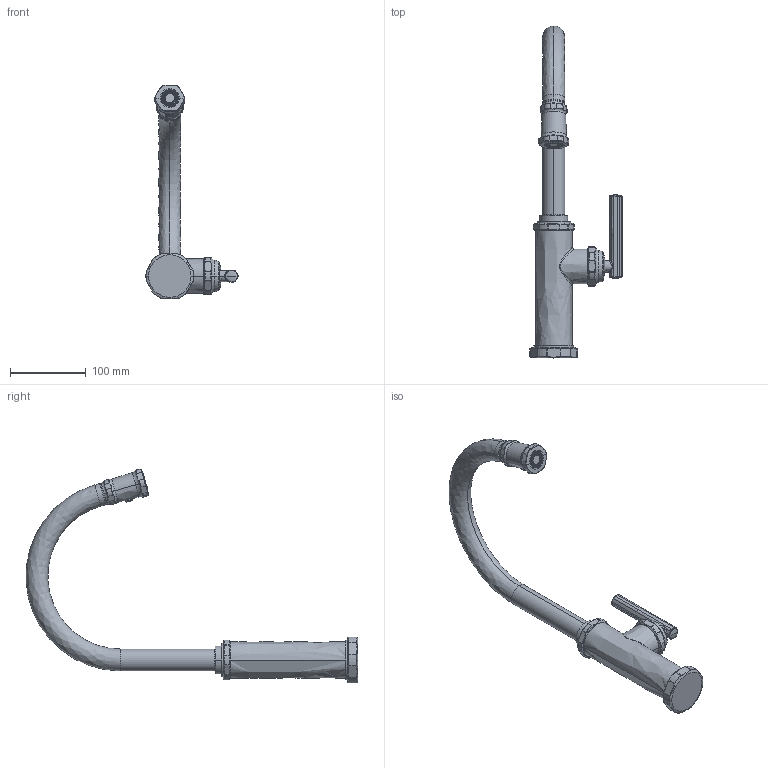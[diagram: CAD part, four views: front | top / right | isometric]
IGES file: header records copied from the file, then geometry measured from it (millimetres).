
Start section:  PTC IGES file: 12448.igs
Global section: file name: 12448.igs; native system: Creo Parametric by PTC Inc.; preprocessor: 2018400; author: jinson.thomas; organization: Unknown; date: 20210409.101947; units: inch
Bounding box: 121.9 x 438.55 x 282.72 mm (x, y, z)
Volume: 804942.5 mm3; surface area: 97149.9 mm2
Topology: 1 solids, 1 shells, 631 faces, 1525 edges, 905 vertices
Faces by surface type: bspline 362, revolution 269
